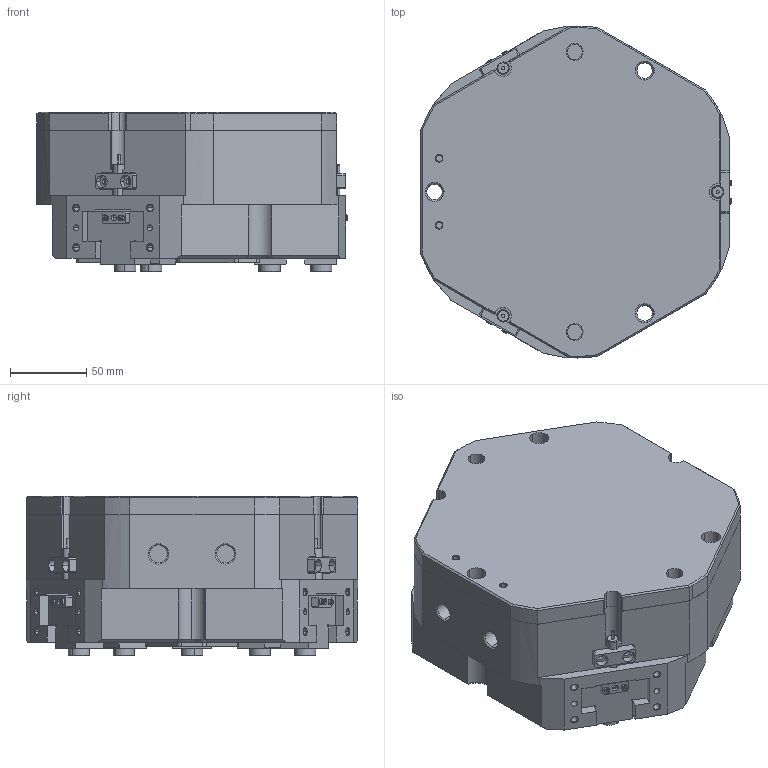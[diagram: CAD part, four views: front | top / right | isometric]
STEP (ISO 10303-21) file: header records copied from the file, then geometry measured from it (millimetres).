
FILE_DESCRIPTION (( 'STEP AP203' ), '1' );
FILE_NAME ('TZ160-218.STEP', '2024-12-03T07:35:00', ( 'USER-' ), ( 'Microsoft' ), 'SwSTEP 2.0', 'SolidWorks 2018', '' );
FILE_SCHEMA (( 'CONFIG_CONTROL_DESIGN' ));
Length unit declared in the file: millimetre
Products named in the file (11): 14x10-10隅弇杶; TZ160-218; TZ160-218-M-01 褲极; TZ160-218-M-05 菁裔啣; M8-30諉輪羲壽; 35x18-R3; TZ160-218-M-02 賑輸; 潔擒18-M4羲壽揤极; TZ160-218-M-06 笢猾啣; TR300-15-1晚假蚾輸; 埴翐芛蹟佪_GB_FASTENER_SCREWS_HSHCS M2X8-N
Assembly tree (28 placements, depth 2):
  TZ160-218
    TZ160-218-M-01 褲极
    TZ160-218-M-02 賑輸  x3
    TZ160-218-M-06 笢猾啣
    14x10-10隅弇杶  x6
    TR300-15-1晚假蚾輸  x3
    潔擒18-M4羲壽揤极  x3
    M8-30諉輪羲壽  x3
    TZ160-218-M-05 菁裔啣
    埴翐芛蹟佪_GB_FASTENER_SCREWS_HSHCS M2X8-N  x6
    35x18-R3
Bounding box: 203.79 x 217.99 x 105 mm (x, y, z)
Volume: 3068840.4 mm3; surface area: 334039.3 mm2
Topology: 28 solids, 52 shells, 1698 faces, 4292 edges, 2664 vertices
Faces by surface type: plane 735, cylinder 448, cone 348, bspline 155, torus 12
Entity records: 44482 total; most frequent: CARTESIAN_POINT 12920, ORIENTED_EDGE 6296, DIRECTION 5937, EDGE_CURVE 3148, VERTEX_POINT 2037, AXIS2_PLACEMENT_3D 1986, VECTOR 1965, LINE 1965
